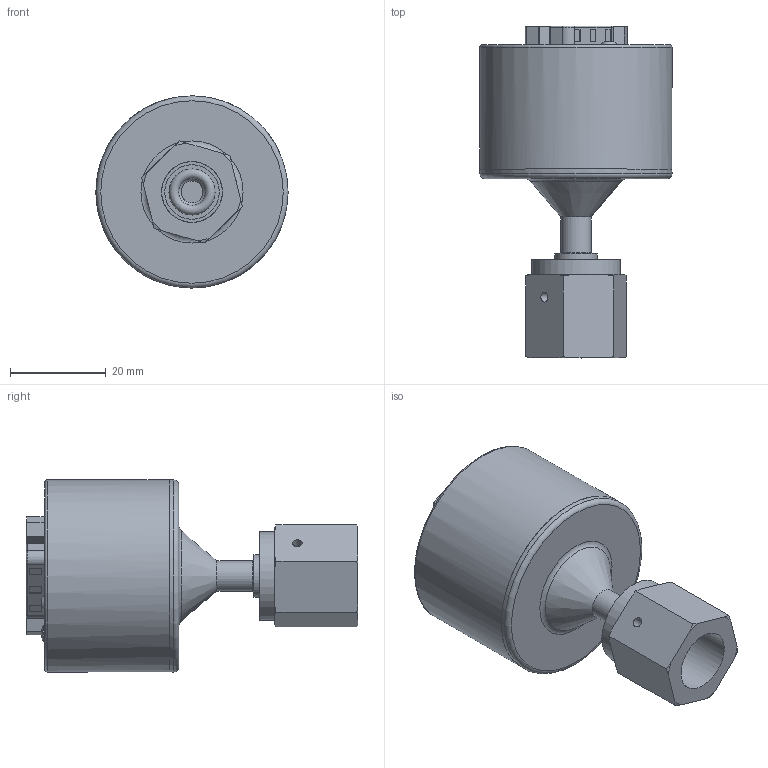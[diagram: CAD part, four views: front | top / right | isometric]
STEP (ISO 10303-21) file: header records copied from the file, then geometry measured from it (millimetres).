
FILE_DESCRIPTION(/* description */ (''),/* implementation_level */ '2;1');
FILE_NAME(/* name */ 'PPG5x0 4-VCR D-sub91.stp',/* time_stamp */ '2023-08-29T09:46:51+02:00',/* author */ ('davi016'),/* organization */ (''),/* preprocessor_version */ 'ST-DEVELOPER v18.1',/* originating_system */ 'Autodesk Inventor 2021',/* authorisation */ '');
FILE_SCHEMA (('AUTOMOTIVE_DESIGN { 1 0 10303 214 3 1 1 }'));
Length unit declared in the file: millimetre
Products named in the file (1): PPG5x0 4-VCR D-sub9
Bounding box: 40.2 x 69.45 x 40.2 mm (x, y, z)
Volume: 40825.1 mm3; surface area: 10991.1 mm2
Topology: 1 solids, 2 shells, 259 faces, 587 edges, 377 vertices
Faces by surface type: plane 128, cylinder 75, cone 30, torus 14, bspline 9, sphere 3
Full cylindrical faces by diameter (mm): 0.61 x9, 1.5 x1, 2 x2, 2.032 x2, 2.2 x2, 2.845 x1, 3 x3, 3.048 x2, 3.1 x4, 3.302 x1, 3.547 x2, 4 x2, 4.1 x2, 4.572 x1, 4.6 x2, 5.3 x2, 5.7 x2, 6.35 x1, 8.89 x1, 9.144 x1, 11.43 x1, 12.7 x1, 12.751 x1, 18.542 x1, 40.2 x2
Entity records: 7696 total; most frequent: CARTESIAN_POINT 1710, DIRECTION 1293, ORIENTED_EDGE 1170, EDGE_CURVE 585, AXIS2_PLACEMENT_3D 501, VERTEX_POINT 377, EDGE_LOOP 324, LINE 291
